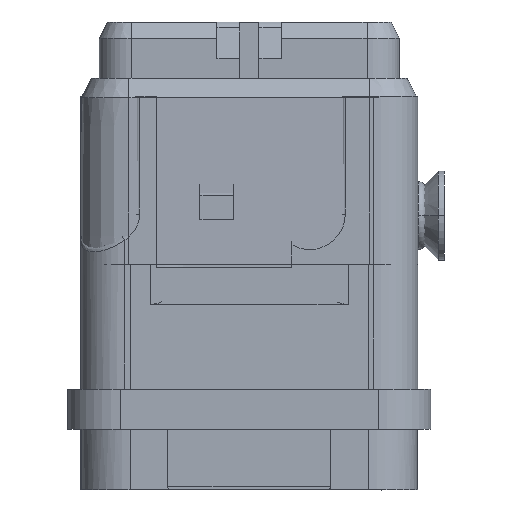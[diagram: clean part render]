
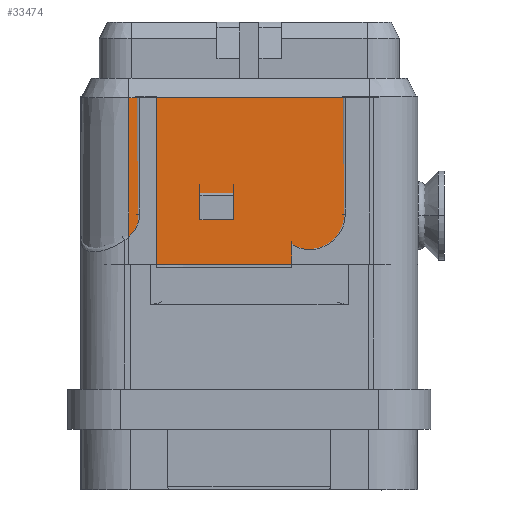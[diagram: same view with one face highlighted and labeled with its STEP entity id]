
A CAD part, left-side view. The second image highlights one B-rep face of the part: STEP entity #33474.
In plain terms, the highlighted face is planar.
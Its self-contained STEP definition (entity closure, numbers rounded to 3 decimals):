
#29144=DIRECTION('',(0.,-1.,0.));
#29145=VECTOR('',#29144,14.9);
#29146=CARTESIAN_POINT('',(10.45,7.45,14.8));
#29147=LINE('',#29146,#29145);
#30117=DIRECTION('',(-0.005,0.,-1.));
#30118=VECTOR('',#30117,10.3);
#30119=CARTESIAN_POINT('',(10.45,-7.45,14.8));
#30120=LINE('',#30119,#30118);
#30133=DIRECTION('',(0.,-1.,0.));
#30134=VECTOR('',#30133,14.9);
#30135=CARTESIAN_POINT('',(10.396,7.45,4.5));
#30136=LINE('',#30135,#30134);
#30142=DIRECTION('',(0.005,0.,1.));
#30143=VECTOR('',#30142,10.3);
#30144=CARTESIAN_POINT('',(10.396,7.45,4.5));
#30145=LINE('',#30144,#30143);
#30956=CARTESIAN_POINT('',(10.45,7.45,14.8));
#30957=VERTEX_POINT('',#30956);
#30958=CARTESIAN_POINT('',(10.45,-7.45,14.8));
#30959=VERTEX_POINT('',#30958);
#31191=CARTESIAN_POINT('',(10.396,7.45,4.5));
#31192=VERTEX_POINT('',#31191);
#31193=CARTESIAN_POINT('',(10.396,-7.45,
4.5));
#31194=VERTEX_POINT('',#31193);
#33462=CARTESIAN_POINT('',(10.45,-11.852,14.8));
#33463=DIRECTION('',(1.,0.,-0.005));
#33464=DIRECTION('',(0.,1.,0.));
#33465=AXIS2_PLACEMENT_3D('',#33462,#33463,#33464);
#33466=PLANE('',#33465);
#33467=ORIENTED_EDGE('',*,*,#33445,.T.);
#33468=ORIENTED_EDGE('',*,*,#33407,.F.);
#33469=ORIENTED_EDGE('',*,*,#31433,.F.);
#33471=ORIENTED_EDGE('',*,*,#33470,.F.);
#33472=EDGE_LOOP('',(#33467,#33468,#33469,#33471));
#33473=FACE_OUTER_BOUND('',#33472,.F.);
#33474=ADVANCED_FACE('',(#33473),#33466,.T.);
#31433=EDGE_CURVE('',#30957,#30959,#29147,.T.);
#33407=EDGE_CURVE('',#30959,#31194,#30120,.T.);
#33445=EDGE_CURVE('',#31192,#31194,#30136,.T.);
#33470=EDGE_CURVE('',#31192,#30957,#30145,.T.);
